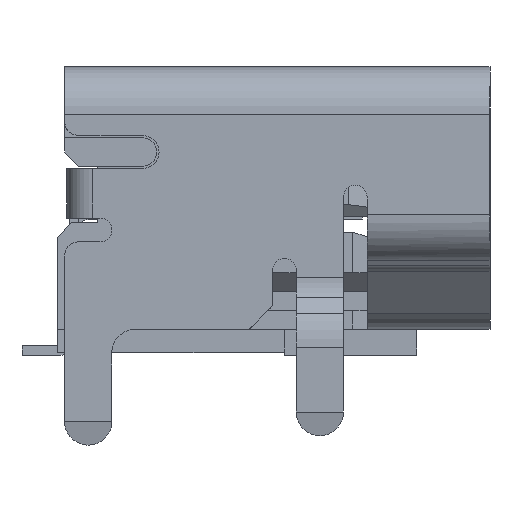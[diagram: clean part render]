
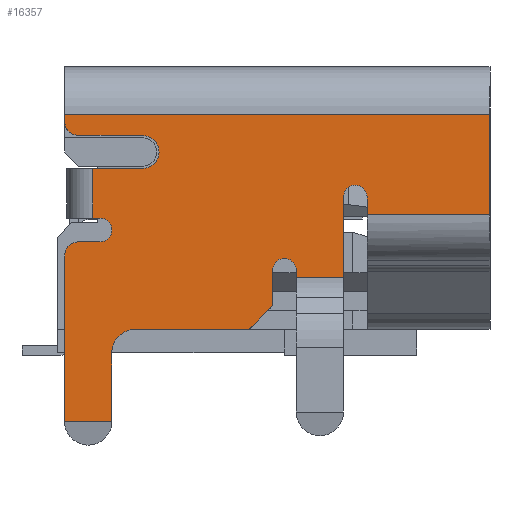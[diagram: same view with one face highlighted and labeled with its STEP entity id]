
A CAD part, left-side view. The second image highlights one B-rep face of the part: STEP entity #16357.
In plain terms, the highlighted planar face has unit normal (-1, 0, 0).
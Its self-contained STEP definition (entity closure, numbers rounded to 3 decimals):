
#11693 = EDGE_CURVE('',#11694,#11696,#11698,.T.);
#11694 = VERTEX_POINT('',#11695);
#11695 = CARTESIAN_POINT('',(-7.5,3.75,2.9));
#11696 = VERTEX_POINT('',#11697);
#11697 = CARTESIAN_POINT('',(-7.5,3.9,2.9));
#11698 = LINE('',#11699,#11700);
#11699 = CARTESIAN_POINT('',(-7.5,3.75,2.9));
#11700 = VECTOR('',#11701,1.);
#11701 = DIRECTION('',(0.,1.,0.));
#11759 = EDGE_CURVE('',#11694,#11760,#11762,.T.);
#11760 = VERTEX_POINT('',#11761);
#11761 = CARTESIAN_POINT('',(-7.5,3.75,2.4));
#11762 = CIRCLE('',#11763,0.25);
#11763 = AXIS2_PLACEMENT_3D('',#11764,#11765,#11766);
#11764 = CARTESIAN_POINT('',(-7.5,3.75,2.65));
#11765 = DIRECTION('',(1.,0.,0.));
#11766 = DIRECTION('',(0.,1.,0.));
#11784 = EDGE_CURVE('',#11760,#11785,#11787,.T.);
#11785 = VERTEX_POINT('',#11786);
#11786 = CARTESIAN_POINT('',(-7.5,4.2,2.4));
#11787 = LINE('',#11788,#11789);
#11788 = CARTESIAN_POINT('',(-7.5,3.75,2.4));
#11789 = VECTOR('',#11790,1.);
#11790 = DIRECTION('',(0.,1.,0.));
#11808 = EDGE_CURVE('',#11809,#11785,#11811,.T.);
#11809 = VERTEX_POINT('',#11810);
#11810 = CARTESIAN_POINT('',(-7.5,4.5,2.1));
#11811 = CIRCLE('',#11812,0.3);
#11812 = AXIS2_PLACEMENT_3D('',#11813,#11814,#11815);
#11813 = CARTESIAN_POINT('',(-7.5,4.2,2.1));
#11814 = DIRECTION('',(1.,0.,0.));
#11815 = DIRECTION('',(0.,1.,0.));
#11833 = EDGE_CURVE('',#11809,#11834,#11836,.T.);
#11834 = VERTEX_POINT('',#11835);
#11835 = CARTESIAN_POINT('',(-7.5,4.5,-1.4));
#11836 = LINE('',#11837,#11838);
#11837 = CARTESIAN_POINT('',(-7.5,4.5,3.55));
#11838 = VECTOR('',#11839,1.);
#11839 = DIRECTION('',(0.,0.,-1.));
#11882 = VERTEX_POINT('',#11883);
#11883 = CARTESIAN_POINT('',(-7.5,2.85,3.95));
#11925 = VERTEX_POINT('',#11926);
#11926 = CARTESIAN_POINT('',(-7.5,3.9,3.95));
#11933 = EDGE_CURVE('',#11882,#11925,#11934,.T.);
#11934 = LINE('',#11935,#11936);
#11935 = CARTESIAN_POINT('',(-7.5,3.85,3.95));
#11936 = VECTOR('',#11937,1.);
#11937 = DIRECTION('',(0.,1.,0.));
#12105 = EDGE_CURVE('',#12106,#12108,#12110,.T.);
#12106 = VERTEX_POINT('',#12107);
#12107 = CARTESIAN_POINT('',(-7.5,4.2,4.65));
#12108 = VERTEX_POINT('',#12109);
#12109 = CARTESIAN_POINT('',(-7.5,4.5,4.95));
#12110 = CIRCLE('',#12111,0.3);
#12111 = AXIS2_PLACEMENT_3D('',#12112,#12113,#12114);
#12112 = CARTESIAN_POINT('',(-7.5,4.2,4.95));
#12113 = DIRECTION('',(1.,0.,0.));
#12114 = DIRECTION('',(0.,1.,0.));
#12146 = EDGE_CURVE('',#12147,#12106,#12149,.T.);
#12147 = VERTEX_POINT('',#12148);
#12148 = CARTESIAN_POINT('',(-7.5,2.85,4.65));
#12149 = LINE('',#12150,#12151);
#12150 = CARTESIAN_POINT('',(-7.5,2.85,4.65));
#12151 = VECTOR('',#12152,1.);
#12152 = DIRECTION('',(0.,1.,0.));
#12170 = EDGE_CURVE('',#12147,#11882,#12171,.T.);
#12171 = CIRCLE('',#12172,0.35);
#12172 = AXIS2_PLACEMENT_3D('',#12173,#12174,#12175);
#12173 = CARTESIAN_POINT('',(-7.5,2.85,4.3));
#12174 = DIRECTION('',(1.,0.,0.));
#12175 = DIRECTION('',(0.,1.,0.));
#16181 = EDGE_CURVE('',#16182,#12108,#16184,.T.);
#16182 = VERTEX_POINT('',#16183);
#16183 = CARTESIAN_POINT('',(-7.5,4.5,5.1));
#16184 = LINE('',#16185,#16186);
#16185 = CARTESIAN_POINT('',(-7.5,4.5,5.1));
#16186 = VECTOR('',#16187,1.);
#16187 = DIRECTION('',(0.,0.,-1.));
#16357 = ADVANCED_FACE('',(#16358),#16515,.T.);
#16358 = FACE_BOUND('',#16359,.T.);
#16359 = EDGE_LOOP('',(#16360,#16370,#16376,#16377,#16378,#16379,#16380,
    #16381,#16387,#16388,#16389,#16390,#16391,#16392,#16400,#16408,
    #16417,#16425,#16433,#16441,#16450,#16458,#16466,#16474,#16483,
    #16492,#16501,#16509));
#16360 = ORIENTED_EDGE('',*,*,#16361,.F.);
#16361 = EDGE_CURVE('',#16362,#16364,#16366,.T.);
#16362 = VERTEX_POINT('',#16363);
#16363 = CARTESIAN_POINT('',(-7.5,-4.5,5.1));
#16364 = VERTEX_POINT('',#16365);
#16365 = CARTESIAN_POINT('',(-7.5,-4.5,2.969));
#16366 = LINE('',#16367,#16368);
#16367 = CARTESIAN_POINT('',(-7.5,-4.5,5.1));
#16368 = VECTOR('',#16369,1.);
#16369 = DIRECTION('',(0.,0.,-1.));
#16370 = ORIENTED_EDGE('',*,*,#16371,.T.);
#16371 = EDGE_CURVE('',#16362,#16182,#16372,.T.);
#16372 = LINE('',#16373,#16374);
#16373 = CARTESIAN_POINT('',(-7.5,-4.5,5.1));
#16374 = VECTOR('',#16375,1.);
#16375 = DIRECTION('',(0.,1.,0.));
#16376 = ORIENTED_EDGE('',*,*,#16181,.T.);
#16377 = ORIENTED_EDGE('',*,*,#12105,.F.);
#16378 = ORIENTED_EDGE('',*,*,#12146,.F.);
#16379 = ORIENTED_EDGE('',*,*,#12170,.T.);
#16380 = ORIENTED_EDGE('',*,*,#11933,.T.);
#16381 = ORIENTED_EDGE('',*,*,#16382,.T.);
#16382 = EDGE_CURVE('',#11925,#11696,#16383,.T.);
#16383 = LINE('',#16384,#16385);
#16384 = CARTESIAN_POINT('',(-7.5,3.9,2.9));
#16385 = VECTOR('',#16386,1.);
#16386 = DIRECTION('',(0.,0.,-1.));
#16387 = ORIENTED_EDGE('',*,*,#11693,.F.);
#16388 = ORIENTED_EDGE('',*,*,#11759,.T.);
#16389 = ORIENTED_EDGE('',*,*,#11784,.T.);
#16390 = ORIENTED_EDGE('',*,*,#11808,.F.);
#16391 = ORIENTED_EDGE('',*,*,#11833,.T.);
#16392 = ORIENTED_EDGE('',*,*,#16393,.T.);
#16393 = EDGE_CURVE('',#11834,#16394,#16396,.T.);
#16394 = VERTEX_POINT('',#16395);
#16395 = CARTESIAN_POINT('',(-7.5,3.5,-1.4));
#16396 = LINE('',#16397,#16398);
#16397 = CARTESIAN_POINT('',(-7.5,4.5,-1.4));
#16398 = VECTOR('',#16399,1.);
#16399 = DIRECTION('',(0.,-1.,0.));
#16400 = ORIENTED_EDGE('',*,*,#16401,.F.);
#16401 = EDGE_CURVE('',#16402,#16394,#16404,.T.);
#16402 = VERTEX_POINT('',#16403);
#16403 = CARTESIAN_POINT('',(-7.5,3.5,0.05));
#16404 = LINE('',#16405,#16406);
#16405 = CARTESIAN_POINT('',(-7.5,3.5,-1.4));
#16406 = VECTOR('',#16407,1.);
#16407 = DIRECTION('',(0.,0.,-1.));
#16408 = ORIENTED_EDGE('',*,*,#16409,.T.);
#16409 = EDGE_CURVE('',#16402,#16410,#16412,.T.);
#16410 = VERTEX_POINT('',#16411);
#16411 = CARTESIAN_POINT('',(-7.5,3.,0.55));
#16412 = CIRCLE('',#16413,0.5);
#16413 = AXIS2_PLACEMENT_3D('',#16414,#16415,#16416);
#16414 = CARTESIAN_POINT('',(-7.5,3.,0.05));
#16415 = DIRECTION('',(1.,0.,0.));
#16416 = DIRECTION('',(0.,1.,0.));
#16417 = ORIENTED_EDGE('',*,*,#16418,.T.);
#16418 = EDGE_CURVE('',#16410,#16419,#16421,.T.);
#16419 = VERTEX_POINT('',#16420);
#16420 = CARTESIAN_POINT('',(-7.5,0.6,0.55));
#16421 = LINE('',#16422,#16423);
#16422 = CARTESIAN_POINT('',(-7.5,3.,0.55));
#16423 = VECTOR('',#16424,1.);
#16424 = DIRECTION('',(0.,-1.,0.));
#16425 = ORIENTED_EDGE('',*,*,#16426,.F.);
#16426 = EDGE_CURVE('',#16427,#16419,#16429,.T.);
#16427 = VERTEX_POINT('',#16428);
#16428 = CARTESIAN_POINT('',(-7.5,0.1,1.05));
#16429 = LINE('',#16430,#16431);
#16430 = CARTESIAN_POINT('',(-7.5,0.1,1.05));
#16431 = VECTOR('',#16432,1.);
#16432 = DIRECTION('',(0.,0.707,-0.707));
#16433 = ORIENTED_EDGE('',*,*,#16434,.T.);
#16434 = EDGE_CURVE('',#16427,#16435,#16437,.T.);
#16435 = VERTEX_POINT('',#16436);
#16436 = CARTESIAN_POINT('',(-7.5,0.1,1.8));
#16437 = LINE('',#16438,#16439);
#16438 = CARTESIAN_POINT('',(-7.5,0.1,1.05));
#16439 = VECTOR('',#16440,1.);
#16440 = DIRECTION('',(0.,0.,1.));
#16441 = ORIENTED_EDGE('',*,*,#16442,.T.);
#16442 = EDGE_CURVE('',#16435,#16443,#16445,.T.);
#16443 = VERTEX_POINT('',#16444);
#16444 = CARTESIAN_POINT('',(-7.5,-0.4,1.8));
#16445 = CIRCLE('',#16446,0.25);
#16446 = AXIS2_PLACEMENT_3D('',#16447,#16448,#16449);
#16447 = CARTESIAN_POINT('',(-7.5,-0.15,1.8));
#16448 = DIRECTION('',(1.,0.,0.));
#16449 = DIRECTION('',(0.,1.,0.));
#16450 = ORIENTED_EDGE('',*,*,#16451,.T.);
#16451 = EDGE_CURVE('',#16443,#16452,#16454,.T.);
#16452 = VERTEX_POINT('',#16453);
#16453 = CARTESIAN_POINT('',(-7.5,-0.4,1.65));
#16454 = LINE('',#16455,#16456);
#16455 = CARTESIAN_POINT('',(-7.5,-0.4,1.75));
#16456 = VECTOR('',#16457,1.);
#16457 = DIRECTION('',(-0.,0.,-1.));
#16458 = ORIENTED_EDGE('',*,*,#16459,.T.);
#16459 = EDGE_CURVE('',#16452,#16460,#16462,.T.);
#16460 = VERTEX_POINT('',#16461);
#16461 = CARTESIAN_POINT('',(-7.5,-1.4,1.65));
#16462 = LINE('',#16463,#16464);
#16463 = CARTESIAN_POINT('',(-7.5,-1.4,1.65));
#16464 = VECTOR('',#16465,1.);
#16465 = DIRECTION('',(0.,-1.,0.));
#16466 = ORIENTED_EDGE('',*,*,#16467,.F.);
#16467 = EDGE_CURVE('',#16468,#16460,#16470,.T.);
#16468 = VERTEX_POINT('',#16469);
#16469 = CARTESIAN_POINT('',(-7.5,-1.4,3.35));
#16470 = LINE('',#16471,#16472);
#16471 = CARTESIAN_POINT('',(-7.5,-1.4,3.35));
#16472 = VECTOR('',#16473,1.);
#16473 = DIRECTION('',(0.,0.,-1.));
#16474 = ORIENTED_EDGE('',*,*,#16475,.T.);
#16475 = EDGE_CURVE('',#16468,#16476,#16478,.T.);
#16476 = VERTEX_POINT('',#16477);
#16477 = CARTESIAN_POINT('',(-7.5,-1.5,3.55));
#16478 = CIRCLE('',#16479,0.25);
#16479 = AXIS2_PLACEMENT_3D('',#16480,#16481,#16482);
#16480 = CARTESIAN_POINT('',(-7.5,-1.65,3.35));
#16481 = DIRECTION('',(1.,0.,0.));
#16482 = DIRECTION('',(0.,1.,0.));
#16483 = ORIENTED_EDGE('',*,*,#16484,.T.);
#16484 = EDGE_CURVE('',#16476,#16485,#16487,.T.);
#16485 = VERTEX_POINT('',#16486);
#16486 = CARTESIAN_POINT('',(-7.5,-1.8,3.55));
#16487 = CIRCLE('',#16488,0.25);
#16488 = AXIS2_PLACEMENT_3D('',#16489,#16490,#16491);
#16489 = CARTESIAN_POINT('',(-7.5,-1.65,3.35));
#16490 = DIRECTION('',(1.,0.,0.));
#16491 = DIRECTION('',(0.,1.,0.));
#16492 = ORIENTED_EDGE('',*,*,#16493,.T.);
#16493 = EDGE_CURVE('',#16485,#16494,#16496,.T.);
#16494 = VERTEX_POINT('',#16495);
#16495 = CARTESIAN_POINT('',(-7.5,-1.9,3.35));
#16496 = CIRCLE('',#16497,0.25);
#16497 = AXIS2_PLACEMENT_3D('',#16498,#16499,#16500);
#16498 = CARTESIAN_POINT('',(-7.5,-1.65,3.35));
#16499 = DIRECTION('',(1.,0.,0.));
#16500 = DIRECTION('',(0.,1.,0.));
#16501 = ORIENTED_EDGE('',*,*,#16502,.F.);
#16502 = EDGE_CURVE('',#16503,#16494,#16505,.T.);
#16503 = VERTEX_POINT('',#16504);
#16504 = CARTESIAN_POINT('',(-7.5,-1.9,2.969));
#16505 = LINE('',#16506,#16507);
#16506 = CARTESIAN_POINT('',(-7.5,-1.9,0.55));
#16507 = VECTOR('',#16508,1.);
#16508 = DIRECTION('',(0.,0.,1.));
#16509 = ORIENTED_EDGE('',*,*,#16510,.F.);
#16510 = EDGE_CURVE('',#16364,#16503,#16511,.T.);
#16511 = LINE('',#16512,#16513);
#16512 = CARTESIAN_POINT('',(-7.5,-4.5,2.969));
#16513 = VECTOR('',#16514,1.);
#16514 = DIRECTION('',(0.,1.,0.));
#16515 = PLANE('',#16516);
#16516 = AXIS2_PLACEMENT_3D('',#16517,#16518,#16519);
#16517 = CARTESIAN_POINT('',(-7.5,0.935,2.831));
#16518 = DIRECTION('',(-1.,0.,0.));
#16519 = DIRECTION('',(0.,0.,-1.));
